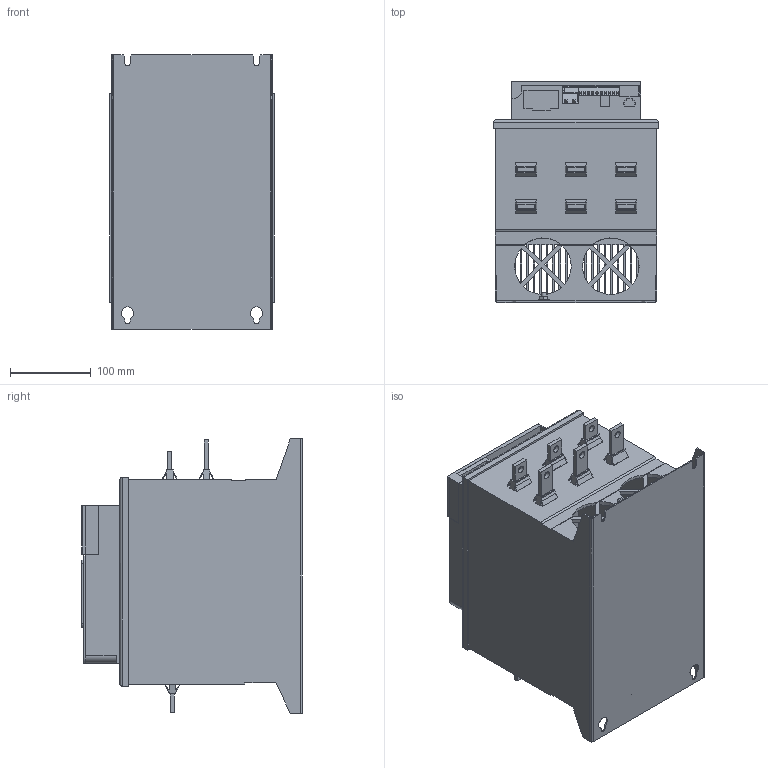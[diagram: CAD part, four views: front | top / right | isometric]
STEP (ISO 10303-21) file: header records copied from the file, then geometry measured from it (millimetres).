
FILE_DESCRIPTION((''),'2;1');
FILE_NAME('ATS480_SC_SIMP_REP_ASM','2021-08-06T11:11:20',('SESA600390'),('Schneider-Electric'),'CREO PARAMETRIC BY PTC INC, 2019471','CREO PARAMETRIC BY PTC INC, 2019471','');
FILE_SCHEMA(('AP242_MANAGED_MODEL_BASED_3D_ENGINEERING_MIM_LF { 1 0 10303 442 1 1 4 }'));
Products named in the file (4): PRT0001; PRT0003; PRT0004; ATS480_SC_SIMP_REP_ASM
Assembly tree (3 placements, depth 2):
  ATS480_SC_SIMP_REP_ASM
    PRT0001
    PRT0003
    PRT0004
Bounding box: 204 x 273.9 x 340 mm (x, y, z)
Volume: 2209024.9 mm3; surface area: 738284.5 mm2
Topology: 3 solids, 3 shells, 959 faces, 2793 edges, 1859 vertices
Faces by surface type: plane 676, cylinder 262, extrusion 17, cone 4
Entity records: 115421 total; most frequent: CARTESIAN_POINT 86942, ORIENTED_EDGE 5586, DIRECTION 5186, EDGE_CURVE 2793, VECTOR 2152, LINE 2135, VERTEX_POINT 1859, AXIS2_PLACEMENT_3D 1517
